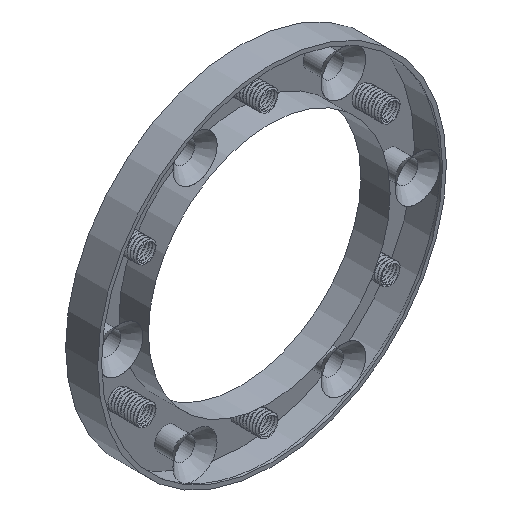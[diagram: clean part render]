
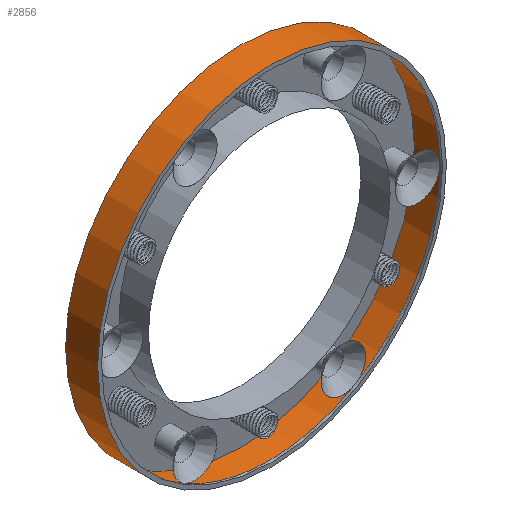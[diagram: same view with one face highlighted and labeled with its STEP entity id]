
A CAD part, isometric view. The second image highlights one B-rep face of the part: STEP entity #2856.
In plain terms, the highlighted cylindrical face has radius 43.5 mm (diameter 87 mm), a full revolution.
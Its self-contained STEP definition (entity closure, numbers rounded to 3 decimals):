
#206=FACE_OUTER_BOUND('',#377,.T.);
#377=EDGE_LOOP('',(#2574,#2575,#2576,#2577));
#409=CIRCLE('',#3012,43.5);
#423=CIRCLE('',#3029,43.5);
#823=LINE('',#13050,#946);
#946=VECTOR('',#3586,43.5);
#1218=VERTEX_POINT('',#7361);
#1226=VERTEX_POINT('',#9214);
#1596=EDGE_CURVE('',#1218,#1218,#409,.T.);
#1628=EDGE_CURVE('',#1226,#1226,#423,.T.);
#1685=EDGE_CURVE('',#1226,#1218,#823,.T.);
#2574=ORIENTED_EDGE('',*,*,#1628,.F.);
#2575=ORIENTED_EDGE('',*,*,#1685,.T.);
#2576=ORIENTED_EDGE('',*,*,#1596,.F.);
#2577=ORIENTED_EDGE('',*,*,#1685,.F.);
#2706=CYLINDRICAL_SURFACE('',#3067,43.5);
#2856=ADVANCED_FACE('',(#206),#2706,.T.);
#3012=AXIS2_PLACEMENT_3D('',#7362,#3461,#3462);
#3029=AXIS2_PLACEMENT_3D('',#9215,#3495,#3496);
#3067=AXIS2_PLACEMENT_3D('',#13049,#3584,#3585);
#3461=DIRECTION('center_axis',(0.,-1.,0.));
#3462=DIRECTION('ref_axis',(1.,0.,0.));
#3495=DIRECTION('center_axis',(0.,1.,0.));
#3496=DIRECTION('ref_axis',(1.,0.,0.));
#3584=DIRECTION('center_axis',(0.,1.,0.));
#3585=DIRECTION('ref_axis',(1.,0.,0.));
#3586=DIRECTION('',(0.,-1.,0.));
#7361=CARTESIAN_POINT('',(-43.5,-0.7,0.));
#7362=CARTESIAN_POINT('Origin',(0.,-0.7,0.));
#9214=CARTESIAN_POINT('',(-43.5,7.3,0.));
#9215=CARTESIAN_POINT('Origin',(0.,7.3,0.));
#13049=CARTESIAN_POINT('Origin',(0.,0.,0.));
#13050=CARTESIAN_POINT('',(-43.5,0.,0.));
